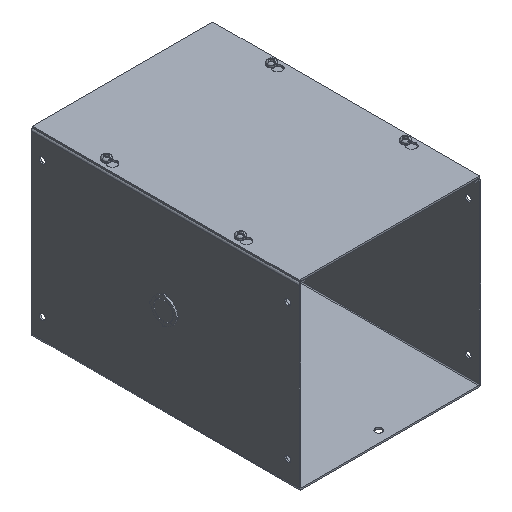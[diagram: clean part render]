
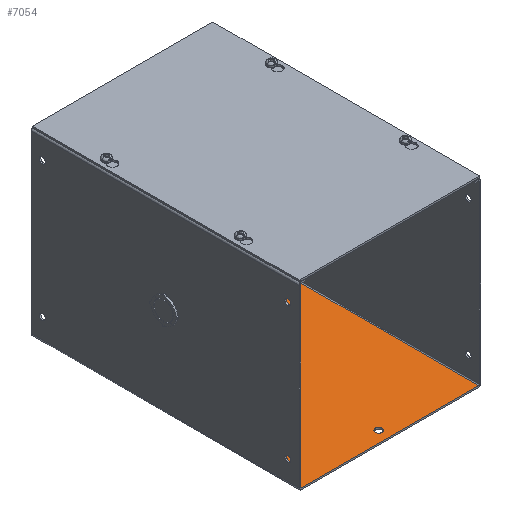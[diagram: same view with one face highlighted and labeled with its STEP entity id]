
A CAD part, isometric view. The second image highlights one B-rep face of the part: STEP entity #7054.
In plain terms, the highlighted planar face has unit normal (0, 0, 1).
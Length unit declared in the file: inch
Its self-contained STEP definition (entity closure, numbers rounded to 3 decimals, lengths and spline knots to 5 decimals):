
#48 = VECTOR ( 'NONE', #4582, 39.37008 ) ;
#102 = VERTEX_POINT ( 'NONE', #8036 ) ;
#156 = VERTEX_POINT ( 'NONE', #7564 ) ;
#165 = FACE_BOUND ( 'NONE', #7952, .T. ) ;
#213 = CARTESIAN_POINT ( 'NONE',  ( 0., -5.5, 0.072 ) ) ;
#221 = LINE ( 'NONE', #6781, #48 ) ;
#407 = EDGE_CURVE ( 'NONE', #1806, #8974, #7370, .T. ) ;
#504 = CIRCLE ( 'NONE', #6944, 0.15625 ) ;
#879 = LINE ( 'NONE', #4589, #8581 ) ;
#885 = AXIS2_PLACEMENT_3D ( 'NONE', #3021, #5041, #8634 ) ;
#1052 = EDGE_CURVE ( 'NONE', #102, #1168, #3829, .T. ) ;
#1168 = VERTEX_POINT ( 'NONE', #4716 ) ;
#1212 = DIRECTION ( 'NONE',  ( 0., 0., -1. ) ) ;
#1279 = AXIS2_PLACEMENT_3D ( 'NONE', #6105, #8959, #2544 ) ;
#1286 = ORIENTED_EDGE ( 'NONE', *, *, #1052, .T. ) ;
#1390 = FACE_BOUND ( 'NONE', #6864, .T. ) ;
#1438 = EDGE_CURVE ( 'NONE', #1168, #102, #5613, .T. ) ;
#1529 = DIRECTION ( 'NONE',  ( 0., 0., -1. ) ) ;
#1631 = EDGE_CURVE ( 'NONE', #6831, #1642, #2923, .T. ) ;
#1642 = VERTEX_POINT ( 'NONE', #6988 ) ;
#1806 = VERTEX_POINT ( 'NONE', #2262 ) ;
#2140 = EDGE_CURVE ( 'NONE', #156, #2529, #221, .T. ) ;
#2262 = CARTESIAN_POINT ( 'NONE',  ( 3.964, 6., 0.072 ) ) ;
#2323 = AXIS2_PLACEMENT_3D ( 'NONE', #213, #4924, #7031 ) ;
#2431 = ORIENTED_EDGE ( 'NONE', *, *, #3800, .F. ) ;
#2529 = VERTEX_POINT ( 'NONE', #7334 ) ;
#2544 = DIRECTION ( 'NONE',  ( 1., 0., 0. ) ) ;
#2660 = ORIENTED_EDGE ( 'NONE', *, *, #1631, .T. ) ;
#2923 = CIRCLE ( 'NONE', #1279, 0.15625 ) ;
#3021 = CARTESIAN_POINT ( 'NONE',  ( -4., 6., 0.072 ) ) ;
#3165 = EDGE_CURVE ( 'NONE', #156, #8974, #879, .T. ) ;
#3199 = DIRECTION ( 'NONE',  ( -1., 0., 0. ) ) ;
#3228 = EDGE_CURVE ( 'NONE', #1642, #6831, #504, .T. ) ;
#3321 = CARTESIAN_POINT ( 'NONE',  ( 0., 5.5, 0.072 ) ) ;
#3474 = ORIENTED_EDGE ( 'NONE', *, *, #407, .T. ) ;
#3610 = CARTESIAN_POINT ( 'NONE',  ( -3.964, 6., 0.072 ) ) ;
#3755 = DIRECTION ( 'NONE',  ( 0., 1., 0. ) ) ;
#3800 = EDGE_CURVE ( 'NONE', #1806, #2529, #9095, .T. ) ;
#3829 = CIRCLE ( 'NONE', #2323, 0.15625 ) ;
#3977 = AXIS2_PLACEMENT_3D ( 'NONE', #7940, #1529, #8721 ) ;
#4069 = DIRECTION ( 'NONE',  ( 1., 0., 0. ) ) ;
#4247 = PLANE ( 'NONE',  #885 ) ;
#4275 = VECTOR ( 'NONE', #8396, 39.37008 ) ;
#4507 = ORIENTED_EDGE ( 'NONE', *, *, #1438, .T. ) ;
#4582 = DIRECTION ( 'NONE',  ( 1., 0., 0. ) ) ;
#4589 = CARTESIAN_POINT ( 'NONE',  ( -3.964, 6., 0.072 ) ) ;
#4621 = VECTOR ( 'NONE', #3199, 39.37008 ) ;
#4716 = CARTESIAN_POINT ( 'NONE',  ( -0.15625, -5.5, 0.072 ) ) ;
#4843 = CARTESIAN_POINT ( 'NONE',  ( 3.964, 6., 0.072 ) ) ;
#4924 = DIRECTION ( 'NONE',  ( 0., 0., -1. ) ) ;
#5041 = DIRECTION ( 'NONE',  ( 0., 0., -1. ) ) ;
#5173 = CARTESIAN_POINT ( 'NONE',  ( 4., 6., 0.072 ) ) ;
#5613 = CIRCLE ( 'NONE', #3977, 0.15625 ) ;
#5845 = ORIENTED_EDGE ( 'NONE', *, *, #2140, .T. ) ;
#5863 = EDGE_LOOP ( 'NONE', ( #8861, #5845, #2431, #3474 ) ) ;
#5913 = ORIENTED_EDGE ( 'NONE', *, *, #3228, .T. ) ;
#6105 = CARTESIAN_POINT ( 'NONE',  ( 0., 5.5, 0.072 ) ) ;
#6214 = CARTESIAN_POINT ( 'NONE',  ( -0.15625, 5.5, 0.072 ) ) ;
#6781 = CARTESIAN_POINT ( 'NONE',  ( -4., -6., 0.072 ) ) ;
#6831 = VERTEX_POINT ( 'NONE', #6214 ) ;
#6864 = EDGE_LOOP ( 'NONE', ( #5913, #2660 ) ) ;
#6944 = AXIS2_PLACEMENT_3D ( 'NONE', #3321, #1212, #4069 ) ;
#6988 = CARTESIAN_POINT ( 'NONE',  ( 0.15625, 5.5, 0.072 ) ) ;
#7031 = DIRECTION ( 'NONE',  ( 1., 0., 0. ) ) ;
#7054 = ADVANCED_FACE ( 'NONE', ( #165, #1390, #7202 ), #4247, .F. ) ;
#7202 = FACE_OUTER_BOUND ( 'NONE', #5863, .T. ) ;
#7334 = CARTESIAN_POINT ( 'NONE',  ( 3.964, -6., 0.072 ) ) ;
#7370 = LINE ( 'NONE', #5173, #4621 ) ;
#7564 = CARTESIAN_POINT ( 'NONE',  ( -3.964, -6., 0.072 ) ) ;
#7940 = CARTESIAN_POINT ( 'NONE',  ( 0., -5.5, 0.072 ) ) ;
#7952 = EDGE_LOOP ( 'NONE', ( #1286, #4507 ) ) ;
#8036 = CARTESIAN_POINT ( 'NONE',  ( 0.15625, -5.5, 0.072 ) ) ;
#8396 = DIRECTION ( 'NONE',  ( 0., -1., 0. ) ) ;
#8581 = VECTOR ( 'NONE', #3755, 39.37008 ) ;
#8634 = DIRECTION ( 'NONE',  ( -1., 0., 0. ) ) ;
#8721 = DIRECTION ( 'NONE',  ( 1., 0., 0. ) ) ;
#8861 = ORIENTED_EDGE ( 'NONE', *, *, #3165, .F. ) ;
#8959 = DIRECTION ( 'NONE',  ( 0., 0., -1. ) ) ;
#8974 = VERTEX_POINT ( 'NONE', #3610 ) ;
#9095 = LINE ( 'NONE', #4843, #4275 ) ;
